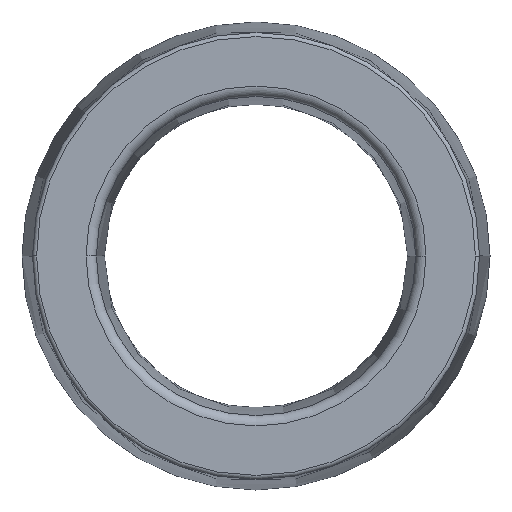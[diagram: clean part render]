
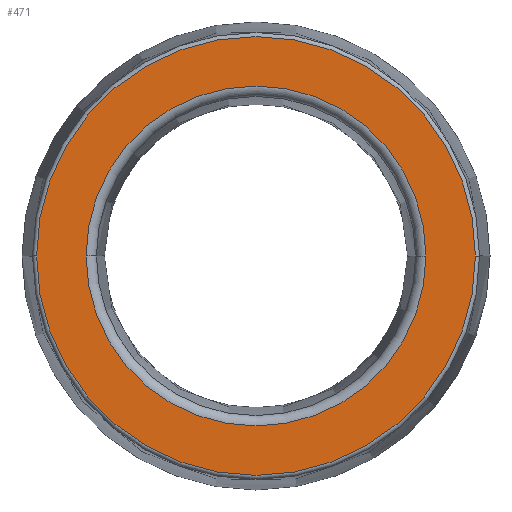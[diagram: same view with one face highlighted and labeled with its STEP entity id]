
A CAD part, left-side view. The second image highlights one B-rep face of the part: STEP entity #471.
In plain terms, the highlighted planar face has unit normal (-1, 0, 0).
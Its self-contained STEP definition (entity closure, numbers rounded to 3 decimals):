
#2 = DIRECTION ( 'NONE',  ( -1., 0., 0. ) ) ;
#10 = CARTESIAN_POINT ( 'NONE',  ( -24., 0., 0. ) ) ;
#33 = CARTESIAN_POINT ( 'NONE',  ( -24., 0., 0. ) ) ;
#68 = VERTEX_POINT ( 'NONE', #740 ) ;
#69 = DIRECTION ( 'NONE',  ( 1., 0., 0. ) ) ;
#89 = CIRCLE ( 'NONE', #309, 10.615 ) ;
#102 = CIRCLE ( 'NONE', #853, 8.223 ) ;
#124 = CIRCLE ( 'NONE', #722, 10.615 ) ;
#151 = EDGE_LOOP ( 'NONE', ( #444, #368 ) ) ;
#152 = FACE_OUTER_BOUND ( 'NONE', #464, .T. ) ;
#160 = VERTEX_POINT ( 'NONE', #959 ) ;
#256 = ORIENTED_EDGE ( 'NONE', *, *, #622, .T. ) ;
#280 = VERTEX_POINT ( 'NONE', #348 ) ;
#302 = ORIENTED_EDGE ( 'NONE', *, *, #568, .T. ) ;
#309 = AXIS2_PLACEMENT_3D ( 'NONE', #10, #735, #577 ) ;
#311 = PLANE ( 'NONE',  #974 ) ;
#317 = DIRECTION ( 'NONE',  ( 0., -1., 0. ) ) ;
#348 = CARTESIAN_POINT ( 'NONE',  ( -24., -10.615, 0. ) ) ;
#368 = ORIENTED_EDGE ( 'NONE', *, *, #533, .T. ) ;
#374 = AXIS2_PLACEMENT_3D ( 'NONE', #547, #69, #634 ) ;
#444 = ORIENTED_EDGE ( 'NONE', *, *, #902, .T. ) ;
#464 = EDGE_LOOP ( 'NONE', ( #256, #302 ) ) ;
#471 = ADVANCED_FACE ( 'NONE', ( #152, #587 ), #311, .T. ) ;
#499 = CARTESIAN_POINT ( 'NONE',  ( -24., 8.223, 0. ) ) ;
#533 = EDGE_CURVE ( 'NONE', #804, #160, #611, .T. ) ;
#547 = CARTESIAN_POINT ( 'NONE',  ( -24., 0., 0. ) ) ;
#552 = CARTESIAN_POINT ( 'NONE',  ( -24., 7.735, 0. ) ) ;
#568 = EDGE_CURVE ( 'NONE', #68, #280, #89, .T. ) ;
#577 = DIRECTION ( 'NONE',  ( 0., -1., 0. ) ) ;
#587 = FACE_BOUND ( 'NONE', #151, .T. ) ;
#595 = DIRECTION ( 'NONE',  ( 1., 0., 0. ) ) ;
#611 = CIRCLE ( 'NONE', #374, 8.223 ) ;
#622 = EDGE_CURVE ( 'NONE', #280, #68, #124, .T. ) ;
#634 = DIRECTION ( 'NONE',  ( 0., -1., 0. ) ) ;
#670 = DIRECTION ( 'NONE',  ( 0., -1., 0. ) ) ;
#716 = DIRECTION ( 'NONE',  ( 0., -1., 0. ) ) ;
#722 = AXIS2_PLACEMENT_3D ( 'NONE', #1029, #1026, #716 ) ;
#735 = DIRECTION ( 'NONE',  ( -1., 0., 0. ) ) ;
#740 = CARTESIAN_POINT ( 'NONE',  ( -24., 10.615, 0. ) ) ;
#804 = VERTEX_POINT ( 'NONE', #499 ) ;
#853 = AXIS2_PLACEMENT_3D ( 'NONE', #33, #595, #670 ) ;
#902 = EDGE_CURVE ( 'NONE', #160, #804, #102, .T. ) ;
#959 = CARTESIAN_POINT ( 'NONE',  ( -24., -8.223, 0. ) ) ;
#974 = AXIS2_PLACEMENT_3D ( 'NONE', #552, #2, #317 ) ;
#1026 = DIRECTION ( 'NONE',  ( -1., 0., 0. ) ) ;
#1029 = CARTESIAN_POINT ( 'NONE',  ( -24., 0., 0. ) ) ;
